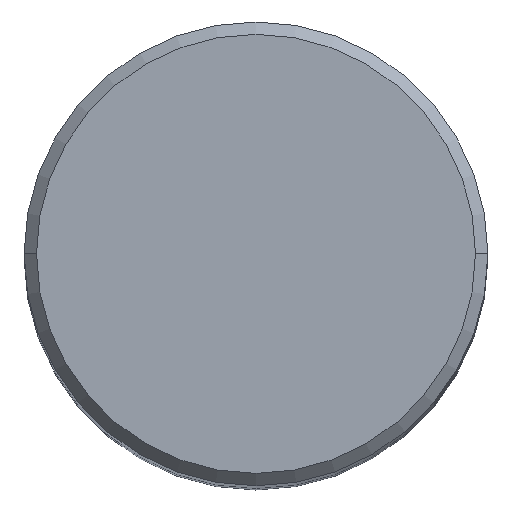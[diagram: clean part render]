
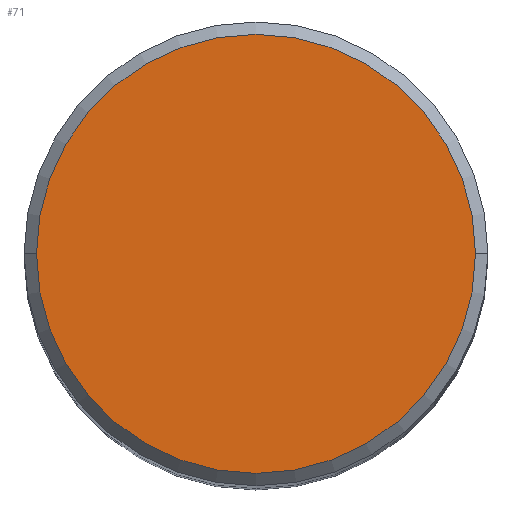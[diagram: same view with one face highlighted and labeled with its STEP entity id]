
A CAD part, top view. The second image highlights one B-rep face of the part: STEP entity #71.
In plain terms, the highlighted planar face has unit normal (0, 0, 1).
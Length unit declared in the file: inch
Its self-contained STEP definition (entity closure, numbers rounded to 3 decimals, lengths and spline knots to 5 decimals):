
#22 = VERTEX_POINT ( 'NONE', #54 ) ;
#25 = AXIS2_PLACEMENT_3D ( 'NONE', #220, #360, #352 ) ;
#53 = CIRCLE ( 'NONE', #310, 0.355 ) ;
#54 = CARTESIAN_POINT ( 'NONE',  ( -0.355, 0., 0. ) ) ;
#71 = ADVANCED_FACE ( 'NONE', ( #199 ), #330, .F. ) ;
#74 = VERTEX_POINT ( 'NONE', #269 ) ;
#93 = CARTESIAN_POINT ( 'NONE',  ( 0., 0.355, 0. ) ) ;
#129 = ORIENTED_EDGE ( 'NONE', *, *, #172, .T. ) ;
#168 = ORIENTED_EDGE ( 'NONE', *, *, #301, .T. ) ;
#172 = EDGE_CURVE ( 'NONE', #74, #22, #53, .T. ) ;
#189 = DIRECTION ( 'NONE',  ( 0., 0., -1. ) ) ;
#199 = FACE_OUTER_BOUND ( 'NONE', #420, .T. ) ;
#208 = CARTESIAN_POINT ( 'NONE',  ( 0., 0., 0. ) ) ;
#216 = CIRCLE ( 'NONE', #25, 0.355 ) ;
#220 = CARTESIAN_POINT ( 'NONE',  ( 0., 0., 0. ) ) ;
#252 = DIRECTION ( 'NONE',  ( 0., 0., 1. ) ) ;
#269 = CARTESIAN_POINT ( 'NONE',  ( 0.355, 0., 0. ) ) ;
#301 = EDGE_CURVE ( 'NONE', #22, #74, #216, .T. ) ;
#303 = AXIS2_PLACEMENT_3D ( 'NONE', #93, #189, #391 ) ;
#310 = AXIS2_PLACEMENT_3D ( 'NONE', #208, #252, #344 ) ;
#330 = PLANE ( 'NONE',  #303 ) ;
#344 = DIRECTION ( 'NONE',  ( 1., 0., 0. ) ) ;
#352 = DIRECTION ( 'NONE',  ( 1., 0., 0. ) ) ;
#360 = DIRECTION ( 'NONE',  ( 0., 0., 1. ) ) ;
#391 = DIRECTION ( 'NONE',  ( -1., 0., 0. ) ) ;
#420 = EDGE_LOOP ( 'NONE', ( #168, #129 ) ) ;
